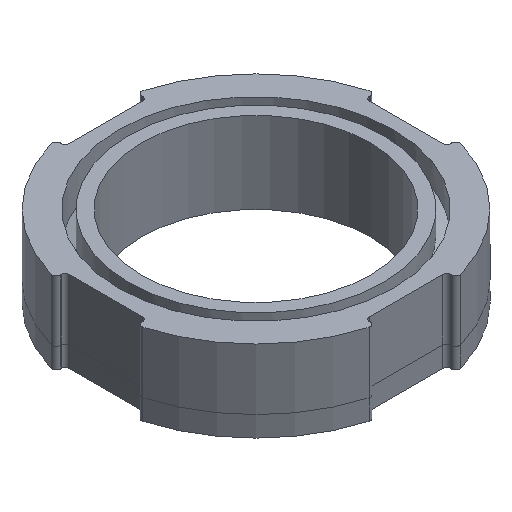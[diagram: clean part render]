
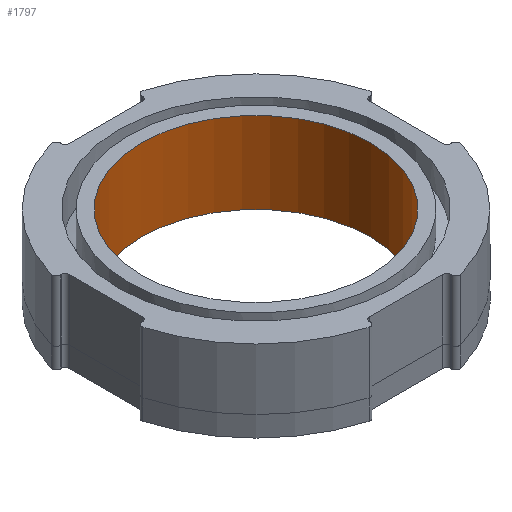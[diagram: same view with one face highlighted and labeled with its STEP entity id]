
A CAD part, isometric view. The second image highlights one B-rep face of the part: STEP entity #1797.
In plain terms, the highlighted cylindrical face has radius 22.5 mm (diameter 45 mm), a full revolution.
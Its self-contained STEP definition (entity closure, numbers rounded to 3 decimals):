
#68=CIRCLE('',#1957,22.5);
#69=CIRCLE('',#1958,22.5);
#180=LINE('',#3197,#313);
#313=VECTOR('',#2287,22.5);
#444=CYLINDRICAL_SURFACE('',#1956,22.5);
#513=FACE_OUTER_BOUND('',#612,.T.);
#612=EDGE_LOOP('',(#1390,#1391,#1392,#1393));
#812=VERTEX_POINT('',#3194);
#813=VERTEX_POINT('',#3196);
#1037=EDGE_CURVE('',#812,#812,#68,.T.);
#1038=EDGE_CURVE('',#812,#813,#180,.T.);
#1039=EDGE_CURVE('',#813,#813,#69,.T.);
#1390=ORIENTED_EDGE('',*,*,#1037,.F.);
#1391=ORIENTED_EDGE('',*,*,#1038,.T.);
#1392=ORIENTED_EDGE('',*,*,#1039,.F.);
#1393=ORIENTED_EDGE('',*,*,#1038,.F.);
#1797=ADVANCED_FACE('',(#513),#444,.F.);
#1956=AXIS2_PLACEMENT_3D('',#3193,#2283,#2284);
#1957=AXIS2_PLACEMENT_3D('',#3195,#2285,#2286);
#1958=AXIS2_PLACEMENT_3D('',#3198,#2288,#2289);
#2283=DIRECTION('center_axis',(0.,0.,-1.));
#2284=DIRECTION('ref_axis',(-1.,0.,0.));
#2285=DIRECTION('center_axis',(0.,0.,1.));
#2286=DIRECTION('ref_axis',(-1.,0.,0.));
#2287=DIRECTION('',(0.,0.,1.));
#2288=DIRECTION('center_axis',(0.,0.,-1.));
#2289=DIRECTION('ref_axis',(-1.,0.,0.));
#3193=CARTESIAN_POINT('Origin',(0.,0.,90.521));
#3194=CARTESIAN_POINT('',(22.5,0.,0.));
#3195=CARTESIAN_POINT('Origin',(0.,0.,0.));
#3196=CARTESIAN_POINT('',(22.5,0.,16.));
#3197=CARTESIAN_POINT('',(22.5,0.,90.521));
#3198=CARTESIAN_POINT('Origin',(0.,0.,16.));
